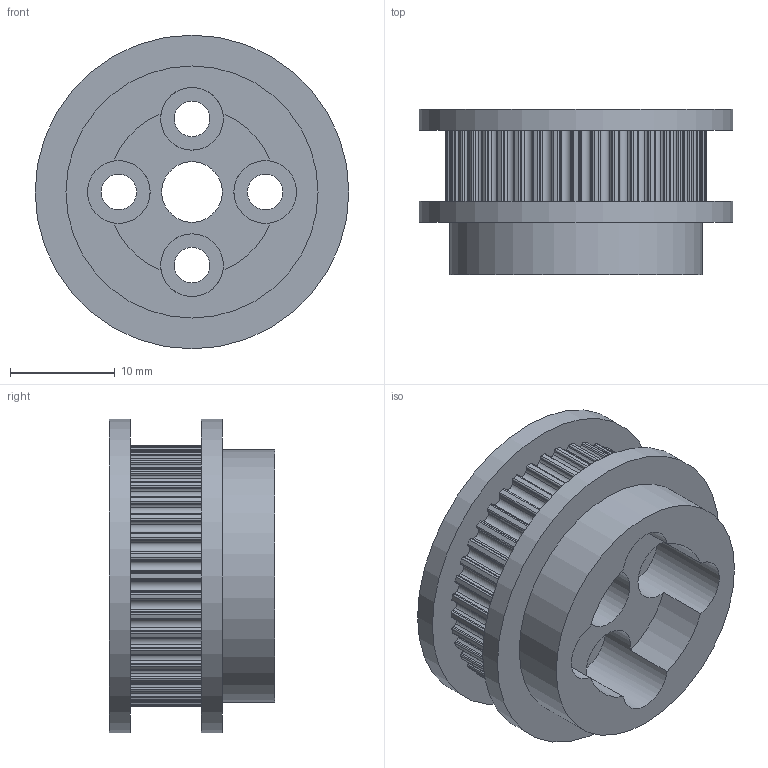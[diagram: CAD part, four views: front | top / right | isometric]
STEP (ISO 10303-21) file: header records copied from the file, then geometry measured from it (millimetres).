
FILE_DESCRIPTION(/* description */ (''),/* implementation_level */ '2;1');
FILE_NAME(/* name */ '5f1de8fe2727a015983be02b',/* time_stamp */ '2020-07-26T20:35:10+00:00',/* author */ (''),/* organization */ (''),/* preprocessor_version */ 'ST-DEVELOPER v16.7',/* originating_system */ $,/* authorisation */ $);
FILE_SCHEMA (('AUTOMOTIVE_DESIGN {1 0 10303 214 3 1 1}'));
Length unit declared in the file: metre
Products named in the file (1): Upper_Pulley
Bounding box: 30 x 15.8 x 30 mm (x, y, z)
Volume: 5455.2 mm3; surface area: 4361.4 mm2
Topology: 1 solids, 1 shells, 348 faces, 1024 edges, 683 vertices
Faces by surface type: cylinder 337, plane 11
Full cylindrical faces by diameter (mm): 3.4 x4, 5.8 x1, 6 x4, 20.2 x1, 24.1 x1, 30 x2
Entity records: 11954 total; most frequent: DIRECTION 2382, CARTESIAN_POINT 2033, ORIENTED_EDGE 2012, AXIS2_PLACEMENT_3D 1027, EDGE_CURVE 1006, CIRCLE 678, VERTEX_POINT 678, EDGE_LOOP 376
